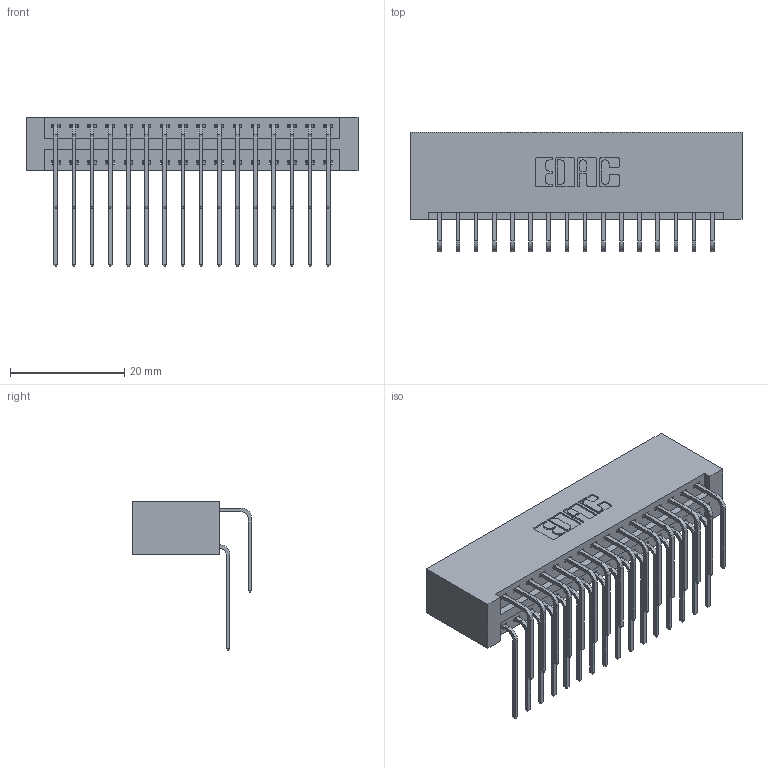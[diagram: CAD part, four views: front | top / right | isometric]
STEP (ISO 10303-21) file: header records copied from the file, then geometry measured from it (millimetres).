
FILE_DESCRIPTION (( 'STEP AP203' ), '1' );
FILE_NAME ('346-032-559-201.STEP', '2018-08-22T10:08:55', ( '' ), ( '' ), 'SwSTEP 2.0', 'SolidWorks 2016', '' );
FILE_SCHEMA (( 'CONFIG_CONTROL_DESIGN' ));
Length unit declared in the file: inch
Products named in the file (4): 346-032-559-201; 346 Part_No Mounting Lugs; 345-292-001_558 559 Tail - 1; 345-292-001_559 Tail - 2
Assembly tree (33 placements, depth 2):
  346-032-559-201
    346 Part_No Mounting Lugs
    345-292-001_558 559 Tail - 1  x16
    345-292-001_559 Tail - 2  x16
Bounding box: 58.04 x 20.89 x 26.16 mm (x, y, z)
Volume: 6215.5 mm3; surface area: 9183.7 mm2
Topology: 33 solids, 33 shells, 1842 faces, 5457 edges, 3594 vertices
Faces by surface type: plane 1256, cylinder 586
Entity records: 15449 total; most frequent: CARTESIAN_POINT 2631, ORIENTED_EDGE 2514, DIRECTION 2337, EDGE_CURVE 1257, VECTOR 1029, LINE 1029, VERTEX_POINT 834, AXIS2_PLACEMENT_3D 654
